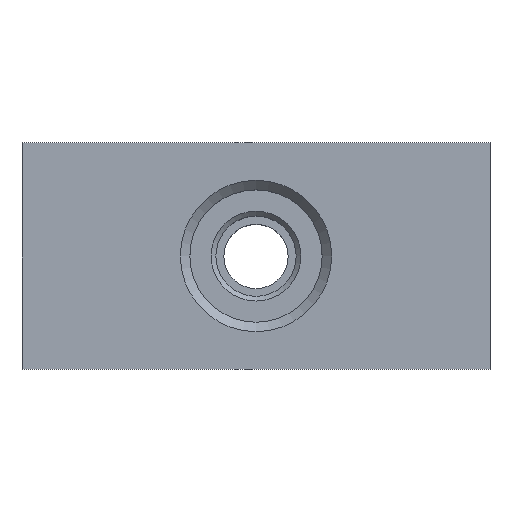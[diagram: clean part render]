
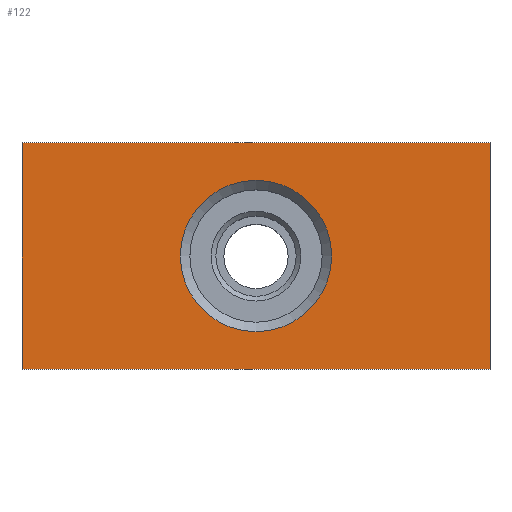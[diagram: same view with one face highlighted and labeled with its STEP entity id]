
A CAD part, top view. The second image highlights one B-rep face of the part: STEP entity #122.
In plain terms, the highlighted planar face has unit normal (0, 0, 1).
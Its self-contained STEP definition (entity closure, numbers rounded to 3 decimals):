
#122 = ADVANCED_FACE( '', ( #249, #250 ), #251, .F. );
#249 = FACE_BOUND( '', #393, .T. );
#250 = FACE_OUTER_BOUND( '', #394, .T. );
#251 = PLANE( '', #395 );
#393 = EDGE_LOOP( '', ( #573 ) );
#394 = EDGE_LOOP( '', ( #574, #575, #576, #577 ) );
#395 = AXIS2_PLACEMENT_3D( '', #578, #579, #580 );
#573 = ORIENTED_EDGE( '', *, *, #897, .T. );
#574 = ORIENTED_EDGE( '', *, *, #857, .T. );
#575 = ORIENTED_EDGE( '', *, *, #904, .F. );
#576 = ORIENTED_EDGE( '', *, *, #905, .F. );
#577 = ORIENTED_EDGE( '', *, *, #906, .T. );
#578 = CARTESIAN_POINT( '', ( 24.75, 12., 10.75 ) );
#579 = DIRECTION( '', ( 0., 0., -1. ) );
#580 = DIRECTION( '', ( -1., 0., 0. ) );
#857 = EDGE_CURVE( '', #998, #996, #999, .T. );
#897 = EDGE_CURVE( '', #1069, #1069, #1070, .T. );
#904 = EDGE_CURVE( '', #1081, #996, #1082, .T. );
#905 = EDGE_CURVE( '', #1083, #1081, #1084, .T. );
#906 = EDGE_CURVE( '', #1083, #998, #1085, .T. );
#996 = VERTEX_POINT( '', #1203 );
#998 = VERTEX_POINT( '', #1206 );
#999 = LINE( '', #1207, #1208 );
#1069 = VERTEX_POINT( '', #1304 );
#1070 = CIRCLE( '', #1305, 8. );
#1081 = VERTEX_POINT( '', #1320 );
#1082 = LINE( '', #1321, #1322 );
#1083 = VERTEX_POINT( '', #1323 );
#1084 = LINE( '', #1324, #1325 );
#1085 = LINE( '', #1326, #1327 );
#1203 = CARTESIAN_POINT( '', ( -24.75, -12., 10.75 ) );
#1206 = CARTESIAN_POINT( '', ( -24.75, 12., 10.75 ) );
#1207 = CARTESIAN_POINT( '', ( -24.75, 12., 10.75 ) );
#1208 = VECTOR( '', #1492, 1000. );
#1304 = CARTESIAN_POINT( '', ( -8., 0., 10.75 ) );
#1305 = AXIS2_PLACEMENT_3D( '', #1540, #1541, #1542 );
#1320 = CARTESIAN_POINT( '', ( 24.75, -12., 10.75 ) );
#1321 = CARTESIAN_POINT( '', ( 24.75, -12., 10.75 ) );
#1322 = VECTOR( '', #1547, 1000. );
#1323 = CARTESIAN_POINT( '', ( 24.75, 12., 10.75 ) );
#1324 = CARTESIAN_POINT( '', ( 24.75, 12., 10.75 ) );
#1325 = VECTOR( '', #1548, 1000. );
#1326 = CARTESIAN_POINT( '', ( 24.75, 12., 10.75 ) );
#1327 = VECTOR( '', #1549, 1000. );
#1492 = DIRECTION( '', ( 0., -1., 0. ) );
#1540 = CARTESIAN_POINT( '', ( 0., 0., 10.75 ) );
#1541 = DIRECTION( '', ( 0., 0., -1. ) );
#1542 = DIRECTION( '', ( -1., 0., 0. ) );
#1547 = DIRECTION( '', ( -1., 0., 0. ) );
#1548 = DIRECTION( '', ( 0., -1., 0. ) );
#1549 = DIRECTION( '', ( -1., 0., 0. ) );
